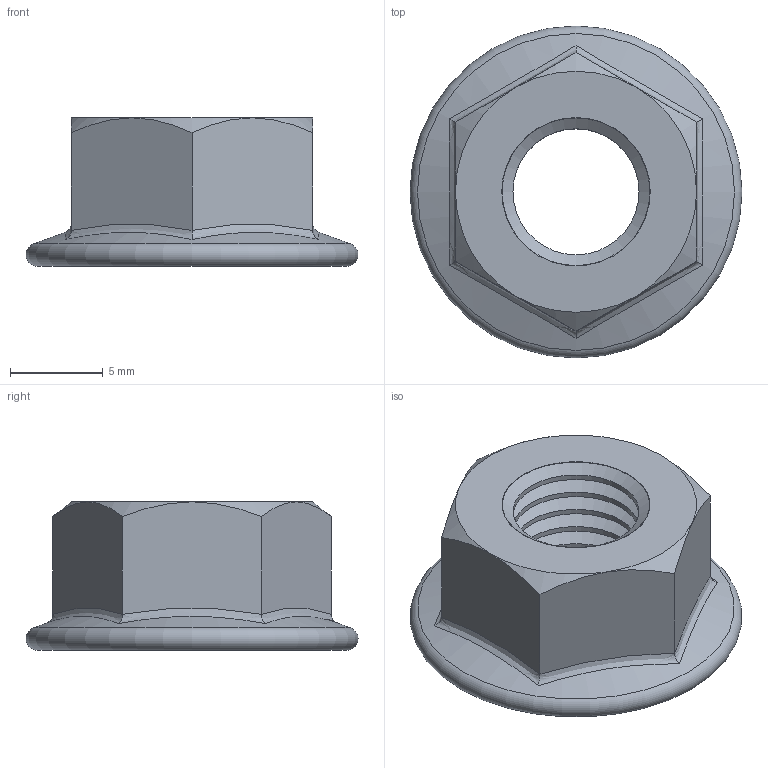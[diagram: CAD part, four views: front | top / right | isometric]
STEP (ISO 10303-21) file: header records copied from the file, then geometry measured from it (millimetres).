
FILE_DESCRIPTION (( 'STEP AP203' ), '1' );
FILE_NAME ('CLP1M-N-8-1 Ãàéêà ñî ñòîïîðíûì áóðòîì Ì8.STEP', '2016-02-12T06:54:16', ( '' ), ( '' ), 'SwSTEP 2.0', 'SolidWorks 2014', '' );
FILE_SCHEMA (( 'CONFIG_CONTROL_DESIGN' ));
Length unit declared in the file: millimetre
Products named in the file (1): CLP1M-N-8-1 Ãàéêà ñî ñòîïîðíûì áóðòîì Ì8
Bounding box: 17.9 x 17.9 x 8 mm (x, y, z)
Volume: 981.3 mm3; surface area: 997.4 mm2
Topology: 1 solids, 1 shells, 46 faces, 98 edges, 54 vertices
Faces by surface type: cone 23, cylinder 8, plane 8, bspline 6, torus 1
Full cylindrical faces by diameter (mm): 6.8 x7, 8 x1
Entity records: 1335 total; most frequent: CARTESIAN_POINT 459, DIRECTION 154, ORIENTED_EDGE 138, AXIS2_PLACEMENT_3D 74, EDGE_LOOP 74, EDGE_CURVE 69, FACE_OUTER_BOUND 55, VERTEX_POINT 51
